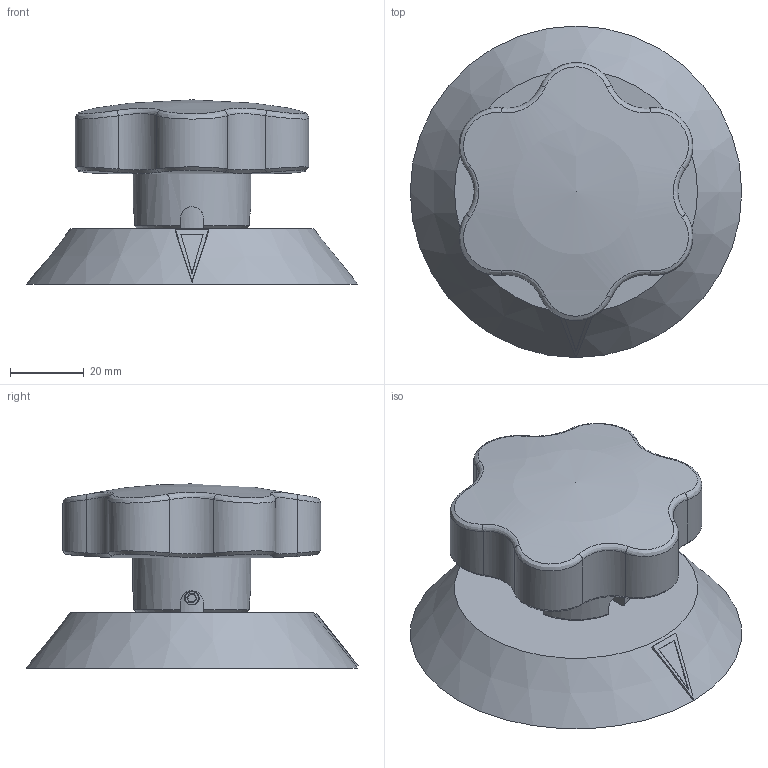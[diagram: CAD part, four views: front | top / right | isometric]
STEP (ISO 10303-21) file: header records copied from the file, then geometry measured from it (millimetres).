
FILE_DESCRIPTION(/* description */ ('File 3d .step'),/* implementation_level */ '2;1');
FILE_NAME(/* name */ '6129040_VBI_90_ø8',/* time_stamp */ '2019-08-26T11:22:33+02:00',/* author */ ('Zorzan D.'),/* organization */ ('Gamm Srl.'),/* preprocessor_version */ 'ST-DEVELOPER v16.7',/* originating_system */ 'DEX',/* authorisation */ $);
FILE_SCHEMA (('AUTOMOTIVE_DESIGN {1 0 10303 214 3 1 1}'));
Length unit declared in the file: millimetre
Products named in the file (1): 6129040_VBI_90_ø8
Bounding box: 90 x 90.1 x 50 mm (x, y, z)
Volume: 75729.7 mm3; surface area: 30670 mm2
Topology: 1 solids, 1 shells, 188 faces, 519 edges, 332 vertices
Faces by surface type: plane 87, cylinder 36, cone 29, bspline 24, torus 11, sphere 1
Full cylindrical faces by diameter (mm): 3.242 x1, 4 x2, 8 x1, 10.2 x1, 32 x1
Entity records: 8158 total; most frequent: CARTESIAN_POINT 2476, ORIENTED_EDGE 964, DIRECTION 784, EDGE_CURVE 482, VERTEX_POINT 317, AXIS2_PLACEMENT_3D 296, FACE_BOUND 227, EDGE_LOOP 226
